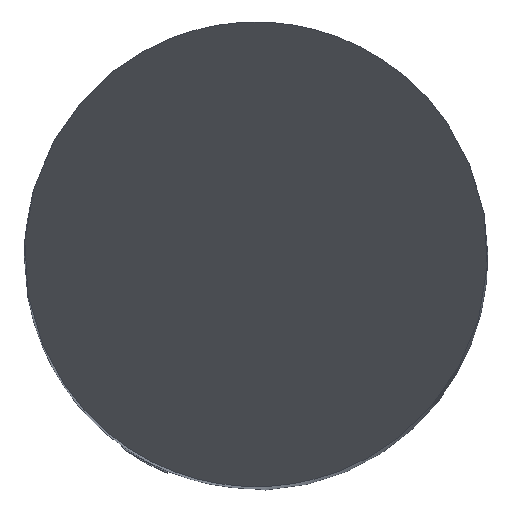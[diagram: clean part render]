
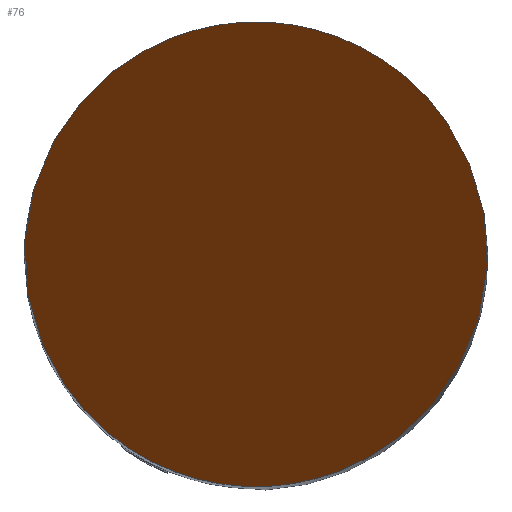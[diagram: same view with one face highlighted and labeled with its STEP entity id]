
A CAD part, top view. The second image highlights one B-rep face of the part: STEP entity #76.
In plain terms, the highlighted planar face has unit normal (0, -0.866, 0.5).
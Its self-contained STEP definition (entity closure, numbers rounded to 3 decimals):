
#49=PLANE('',#671);
#76=ADVANCED_FACE('',(#117),#49,.F.);
#117=FACE_OUTER_BOUND('',#149,.T.);
#149=EDGE_LOOP('',(#241,#242));
#241=ORIENTED_EDGE('',*,*,#398,.F.);
#242=ORIENTED_EDGE('',*,*,#426,.F.);
#347=VERTEX_POINT('',#979);
#348=VERTEX_POINT('',#980);
#398=EDGE_CURVE('',#347,#348,#506,.T.);
#426=EDGE_CURVE('',#348,#347,#509,.T.);
#506=(
BOUNDED_CURVE()
B_SPLINE_CURVE(3,(#975,#976,#977,#978),.UNSPECIFIED.,.F.,.F.)
B_SPLINE_CURVE_WITH_KNOTS((4,4),(0.,1.),.UNSPECIFIED.)
CURVE()
GEOMETRIC_REPRESENTATION_ITEM()
RATIONAL_B_SPLINE_CURVE((1.,0.333,0.333,1.))
REPRESENTATION_ITEM('')
);
#509=(
BOUNDED_CURVE()
B_SPLINE_CURVE(3,(#1124,#1125,#1126,#1127),.UNSPECIFIED.,.F.,.F.)
B_SPLINE_CURVE_WITH_KNOTS((4,4),(0.,1.),.UNSPECIFIED.)
CURVE()
GEOMETRIC_REPRESENTATION_ITEM()
RATIONAL_B_SPLINE_CURVE((1.,0.333,0.333,1.))
REPRESENTATION_ITEM('')
);
#671=AXIS2_PLACEMENT_3D('',#1157,#750,#751);
#750=DIRECTION('',(0.,0.866,-0.5));
#751=DIRECTION('',(0.,-0.5,-0.866));
#975=CARTESIAN_POINT('',(0.,-3.,-5.196));
#976=CARTESIAN_POINT('',(-6.,-3.,-5.196));
#977=CARTESIAN_POINT('',(-6.,3.,5.196));
#978=CARTESIAN_POINT('',(0.,3.,5.196));
#979=CARTESIAN_POINT('',(0.,-3.,-5.196));
#980=CARTESIAN_POINT('',(0.,3.,5.196));
#1124=CARTESIAN_POINT('',(0.,3.,5.196));
#1125=CARTESIAN_POINT('',(6.,3.,5.196));
#1126=CARTESIAN_POINT('',(6.,-3.,-5.196));
#1127=CARTESIAN_POINT('',(0.,-3.,-5.196));
#1157=CARTESIAN_POINT('',(3.,-3.,-5.196));
